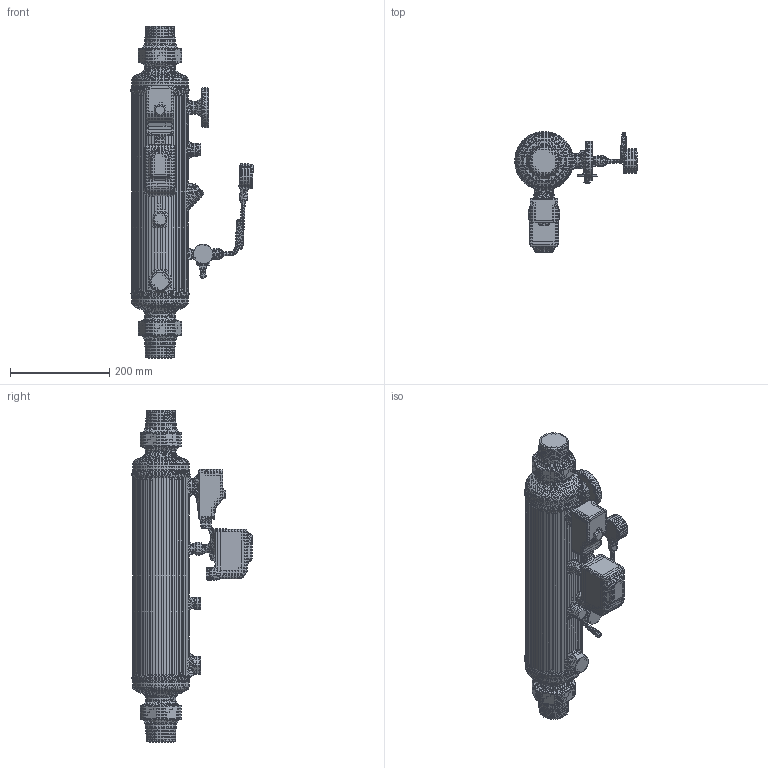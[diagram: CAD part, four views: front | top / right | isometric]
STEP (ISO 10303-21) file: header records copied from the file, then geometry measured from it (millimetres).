
FILE_DESCRIPTION((''),'2;1');
FILE_NAME('_3350920001_SW0001','2016-10-18T',('mparodi'),(''),'CREO PARAMETRIC BY PTC INC, 2014500','CREO PARAMETRIC BY PTC INC, 2014500','');
FILE_SCHEMA(('CONFIG_CONTROL_DESIGN'));
Products named in the file (1): _3350920001_SW0001
Bounding box: 247.67 x 243.83 x 669.93 mm (x, y, z)
Volume: 6634701.7 mm3; surface area: 349461.8 mm2
Topology: 1 solids, 1 shells, 13510 faces, 21419 edges, 7910 vertices
Faces by surface type: plane 13510
Entity records: 273886 total; most frequent: DIRECTION 48435, CARTESIAN_POINT 42850, ORIENTED_EDGE 42838, EDGE_CURVE 21419, VECTOR 21415, LINE 21415, EDGE_LOOP 13511, AXIS2_PLACEMENT_3D 13510
